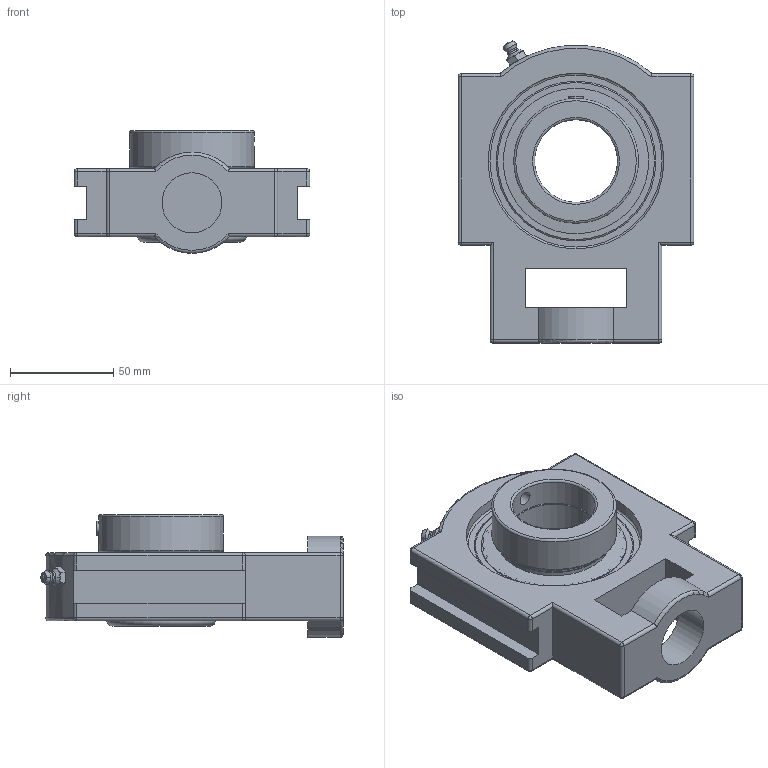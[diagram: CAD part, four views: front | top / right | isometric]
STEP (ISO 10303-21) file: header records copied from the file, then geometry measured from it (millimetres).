
FILE_DESCRIPTION(('HOOPS Exchange Step'),'2;1');
FILE_NAME('export-31E911D0-2CAE-4091-9C5B-B2504EA90C44.stp','2019-12-18T08:21:28-08:00',('ibuslach'),('Alibre'),'HOOPS Exchange 2019.2','Alibre','Unknown authorisation');
FILE_SCHEMA( ('AP242_MANAGED_MODEL_BASED_3D_ENGINEERING_MIM_LF {1 0 10303 442 1 1 4 }') );
Length unit declared in the file: centimetre
Products named in the file (8): MRN ST 208; UCP ZERK 6mm; SNC 208 COLLAR; SNC 208 RACES; SNC 208 SHIELD; SNC 207 SS; MRN SNC 208; MRN SNCT 208
Assembly tree (8 placements, depth 3):
  MRN SNCT 208
    MRN ST 208
    UCP ZERK 6mm
    MRN SNC 208
      SNC 208 COLLAR
      SNC 208 RACES
      SNC 208 SHIELD  x2
      SNC 207 SS
Bounding box: 114 x 146.12 x 59.39 mm (x, y, z)
Volume: 323174.6 mm3; surface area: 92794.7 mm2
Topology: 8 solids, 8 shells, 199 faces, 517 edges, 317 vertices
Faces by surface type: cylinder 73, plane 62, torus 22, sphere 20, cone 18, bspline 4
Full cylindrical faces by diameter (mm): 2.509 x2, 6 x2, 6.782 x3, 29 x1, 40 x2, 48.768 x2, 52.387 x4, 53.149 x2, 60.3 x1, 67.035 x2, 70.358 x2, 84.93 x2
Entity records: 8895 total; most frequent: CARTESIAN_POINT 3964, DIRECTION 1068, ORIENTED_EDGE 958, EDGE_CURVE 479, AXIS2_PLACEMENT_3D 435, VERTEX_POINT 303, CIRCLE 219, EDGE_LOOP 216
